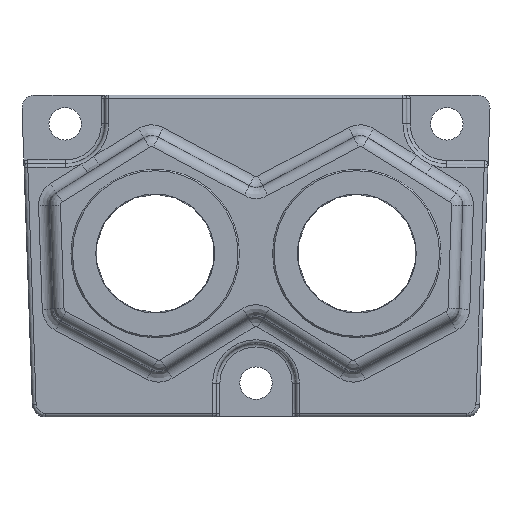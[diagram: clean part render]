
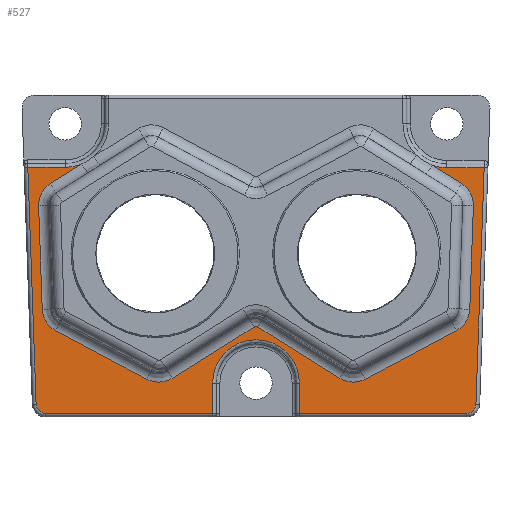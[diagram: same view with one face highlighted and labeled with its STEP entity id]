
A CAD part, front view. The second image highlights one B-rep face of the part: STEP entity #527.
In plain terms, the highlighted planar face has unit normal (0, -1, 0).
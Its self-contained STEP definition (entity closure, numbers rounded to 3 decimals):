
#527=ADVANCED_FACE('',(#1079),#996,.F.);
#996=PLANE('',#7186);
#1079=FACE_OUTER_BOUND('',#1530,.T.);
#1530=EDGE_LOOP('',(#2944,#2945,#2946,#2947,#2948,#2949,#2950,#2951,#2952,
#2953,#2954,#2955,#2956,#2957,#2958,#2959,#2960,#2961,#2962,#2963,#2964,
#2965,#2966,#2967,#2968,#2969,#2970,#2971));
#2022=ELLIPSE('',#7175,3.503,3.5);
#2023=ELLIPSE('',#7176,3.503,3.5);
#2024=ELLIPSE('',#7177,3.503,3.5);
#2025=ELLIPSE('',#7178,0.5,0.5);
#2026=ELLIPSE('',#7179,3.503,3.5);
#2027=ELLIPSE('',#7180,3.503,3.5);
#2028=ELLIPSE('',#7181,3.503,3.5);
#2029=ELLIPSE('',#7183,1.302,1.3);
#2030=ELLIPSE('',#7185,1.302,1.3);
#2118=LINE('',#10569,#2531);
#2119=LINE('',#10573,#2532);
#2120=LINE('',#10577,#2533);
#2121=LINE('',#10581,#2534);
#2122=LINE('',#10585,#2535);
#2123=LINE('',#10589,#2536);
#2124=LINE('',#10593,#2537);
#2125=LINE('',#10597,#2538);
#2126=LINE('',#10601,#2539);
#2127=LINE('',#10603,#2540);
#2128=LINE('',#10607,#2541);
#2129=LINE('',#10609,#2542);
#2130=LINE('',#10613,#2543);
#2131=LINE('',#10615,#2544);
#2132=LINE('',#10619,#2545);
#2133=LINE('',#10621,#2546);
#2531=VECTOR('',#8170,1.);
#2532=VECTOR('',#8173,1.);
#2533=VECTOR('',#8176,1.);
#2534=VECTOR('',#8179,1.);
#2535=VECTOR('',#8182,1.);
#2536=VECTOR('',#8185,1.);
#2537=VECTOR('',#8188,1.);
#2538=VECTOR('',#8191,1.);
#2539=VECTOR('',#8194,1.);
#2540=VECTOR('',#8195,1.);
#2541=VECTOR('',#8198,1.);
#2542=VECTOR('',#8199,1.);
#2543=VECTOR('',#8202,1.);
#2544=VECTOR('',#8203,1.);
#2545=VECTOR('',#8206,1.);
#2546=VECTOR('',#8207,1.);
#2944=ORIENTED_EDGE('',*,*,#5634,.T.);
#2945=ORIENTED_EDGE('',*,*,#5635,.T.);
#2946=ORIENTED_EDGE('',*,*,#5636,.T.);
#2947=ORIENTED_EDGE('',*,*,#5637,.T.);
#2948=ORIENTED_EDGE('',*,*,#5638,.T.);
#2949=ORIENTED_EDGE('',*,*,#5639,.T.);
#2950=ORIENTED_EDGE('',*,*,#5640,.T.);
#2951=ORIENTED_EDGE('',*,*,#5641,.T.);
#2952=ORIENTED_EDGE('',*,*,#5642,.T.);
#2953=ORIENTED_EDGE('',*,*,#5643,.T.);
#2954=ORIENTED_EDGE('',*,*,#5644,.T.);
#2955=ORIENTED_EDGE('',*,*,#5645,.T.);
#2956=ORIENTED_EDGE('',*,*,#5646,.T.);
#2957=ORIENTED_EDGE('',*,*,#5647,.T.);
#2958=ORIENTED_EDGE('',*,*,#5648,.T.);
#2959=ORIENTED_EDGE('',*,*,#5649,.T.);
#2960=ORIENTED_EDGE('',*,*,#5650,.T.);
#2961=ORIENTED_EDGE('',*,*,#5651,.T.);
#2962=ORIENTED_EDGE('',*,*,#5652,.T.);
#2963=ORIENTED_EDGE('',*,*,#5653,.T.);
#2964=ORIENTED_EDGE('',*,*,#5654,.T.);
#2965=ORIENTED_EDGE('',*,*,#5655,.T.);
#2966=ORIENTED_EDGE('',*,*,#5656,.T.);
#2967=ORIENTED_EDGE('',*,*,#5657,.T.);
#2968=ORIENTED_EDGE('',*,*,#5658,.T.);
#2969=ORIENTED_EDGE('',*,*,#5659,.T.);
#2970=ORIENTED_EDGE('',*,*,#5660,.T.);
#2971=ORIENTED_EDGE('',*,*,#5661,.T.);
#5040=VERTEX_POINT('',#10567);
#5041=VERTEX_POINT('',#10568);
#5042=VERTEX_POINT('',#10570);
#5043=VERTEX_POINT('',#10572);
#5044=VERTEX_POINT('',#10574);
#5045=VERTEX_POINT('',#10576);
#5046=VERTEX_POINT('',#10578);
#5047=VERTEX_POINT('',#10580);
#5048=VERTEX_POINT('',#10582);
#5049=VERTEX_POINT('',#10584);
#5050=VERTEX_POINT('',#10586);
#5051=VERTEX_POINT('',#10588);
#5052=VERTEX_POINT('',#10590);
#5053=VERTEX_POINT('',#10592);
#5054=VERTEX_POINT('',#10594);
#5055=VERTEX_POINT('',#10596);
#5056=VERTEX_POINT('',#10598);
#5057=VERTEX_POINT('',#10600);
#5058=VERTEX_POINT('',#10602);
#5059=VERTEX_POINT('',#10604);
#5060=VERTEX_POINT('',#10606);
#5061=VERTEX_POINT('',#10608);
#5062=VERTEX_POINT('',#10610);
#5063=VERTEX_POINT('',#10612);
#5064=VERTEX_POINT('',#10614);
#5065=VERTEX_POINT('',#10616);
#5066=VERTEX_POINT('',#10618);
#5067=VERTEX_POINT('',#10620);
#5634=EDGE_CURVE('',#5040,#5041,#6682,.T.);
#5635=EDGE_CURVE('',#5041,#5042,#2118,.T.);
#5636=EDGE_CURVE('',#5042,#5043,#2022,.T.);
#5637=EDGE_CURVE('',#5043,#5044,#2119,.T.);
#5638=EDGE_CURVE('',#5044,#5045,#2023,.T.);
#5639=EDGE_CURVE('',#5045,#5046,#2120,.T.);
#5640=EDGE_CURVE('',#5046,#5047,#2024,.T.);
#5641=EDGE_CURVE('',#5047,#5048,#2121,.T.);
#5642=EDGE_CURVE('',#5048,#5049,#2025,.T.);
#5643=EDGE_CURVE('',#5049,#5050,#2122,.T.);
#5644=EDGE_CURVE('',#5050,#5051,#2026,.T.);
#5645=EDGE_CURVE('',#5051,#5052,#2123,.T.);
#5646=EDGE_CURVE('',#5052,#5053,#2027,.T.);
#5647=EDGE_CURVE('',#5053,#5054,#2124,.T.);
#5648=EDGE_CURVE('',#5054,#5055,#2028,.T.);
#5649=EDGE_CURVE('',#5055,#5056,#2125,.T.);
#5650=EDGE_CURVE('',#5056,#5057,#6683,.T.);
#5651=EDGE_CURVE('',#5057,#5058,#2126,.T.);
#5652=EDGE_CURVE('',#5058,#5059,#2127,.T.);
#5653=EDGE_CURVE('',#5059,#5060,#2029,.T.);
#5654=EDGE_CURVE('',#5060,#5061,#2128,.T.);
#5655=EDGE_CURVE('',#5061,#5062,#2129,.T.);
#5656=EDGE_CURVE('',#5062,#5063,#6684,.T.);
#5657=EDGE_CURVE('',#5063,#5064,#2130,.T.);
#5658=EDGE_CURVE('',#5064,#5065,#2131,.T.);
#5659=EDGE_CURVE('',#5065,#5066,#2030,.T.);
#5660=EDGE_CURVE('',#5066,#5067,#2132,.T.);
#5661=EDGE_CURVE('',#5067,#5040,#2133,.T.);
#6682=CIRCLE('',#7174,6.088);
#6683=CIRCLE('',#7182,6.023);
#6684=CIRCLE('',#7184,6.023);
#7174=AXIS2_PLACEMENT_3D('',#10566,#8168,#8169);
#7175=AXIS2_PLACEMENT_3D('',#10571,#8171,#8172);
#7176=AXIS2_PLACEMENT_3D('',#10575,#8174,#8175);
#7177=AXIS2_PLACEMENT_3D('',#10579,#8177,#8178);
#7178=AXIS2_PLACEMENT_3D('',#10583,#8180,#8181);
#7179=AXIS2_PLACEMENT_3D('',#10587,#8183,#8184);
#7180=AXIS2_PLACEMENT_3D('',#10591,#8186,#8187);
#7181=AXIS2_PLACEMENT_3D('',#10595,#8189,#8190);
#7182=AXIS2_PLACEMENT_3D('',#10599,#8192,#8193);
#7183=AXIS2_PLACEMENT_3D('',#10605,#8196,#8197);
#7184=AXIS2_PLACEMENT_3D('',#10611,#8200,#8201);
#7185=AXIS2_PLACEMENT_3D('',#10617,#8204,#8205);
#7186=AXIS2_PLACEMENT_3D('',#10622,#8208,#8209);
#8168=DIRECTION('',(0.,1.,0.));
#8169=DIRECTION('',(0.,0.,1.));
#8170=DIRECTION('',(0.848,0.,-0.53));
#8171=DIRECTION('',(0.,1.,0.));
#8172=DIRECTION('',(-0.883,0.,-0.469));
#8173=DIRECTION('',(-0.035,0.,-0.999));
#8174=DIRECTION('',(0.,1.,0.));
#8175=DIRECTION('',(-0.848,0.,0.53));
#8176=DIRECTION('',(-0.883,0.,-0.469));
#8177=DIRECTION('',(0.,1.,0.));
#8178=DIRECTION('',(0.035,0.,0.999));
#8179=DIRECTION('',(-0.848,0.,0.53));
#8180=DIRECTION('',(0.,-1.,0.));
#8181=DIRECTION('',(0.,0.,-1.));
#8182=DIRECTION('',(-0.848,0.,-0.53));
#8183=DIRECTION('',(0.,1.,0.));
#8184=DIRECTION('',(-0.035,0.,0.999));
#8185=DIRECTION('',(-0.883,0.,0.469));
#8186=DIRECTION('',(0.,1.,0.));
#8187=DIRECTION('',(0.848,0.,0.53));
#8188=DIRECTION('',(-0.035,0.,0.999));
#8189=DIRECTION('',(0.,1.,0.));
#8190=DIRECTION('',(0.883,0.,-0.469));
#8191=DIRECTION('',(0.848,0.,0.53));
#8192=DIRECTION('',(0.,1.,0.));
#8193=DIRECTION('',(0.,0.,1.));
#8194=DIRECTION('',(-1.,0.,0.));
#8195=DIRECTION('',(0.035,0.,-0.999));
#8196=DIRECTION('',(0.,-1.,0.));
#8197=DIRECTION('',(-0.695,0.,-0.719));
#8198=DIRECTION('',(1.,0.,0.));
#8199=DIRECTION('',(0.,0.,1.));
#8200=DIRECTION('',(0.,1.,0.));
#8201=DIRECTION('',(0.,0.,1.));
#8202=DIRECTION('',(0.,0.,-1.));
#8203=DIRECTION('',(1.,0.,0.));
#8204=DIRECTION('',(0.,-1.,0.));
#8205=DIRECTION('',(0.695,0.,-0.719));
#8206=DIRECTION('',(0.035,0.,0.999));
#8207=DIRECTION('',(-1.,0.,0.));
#8208=DIRECTION('',(0.,1.,0.));
#8209=DIRECTION('',(-0.883,0.,0.469));
#10566=CARTESIAN_POINT('',(26.5,-6.15,18.));
#10567=CARTESIAN_POINT('',(26.5,-6.15,11.912));
#10568=CARTESIAN_POINT('',(24.481,-6.15,12.257));
#10569=CARTESIAN_POINT('',(9.875,-6.15,21.384));
#10570=CARTESIAN_POINT('',(28.548,-6.15,9.716));
#10571=CARTESIAN_POINT('',(26.69,-6.15,6.747));
#10572=CARTESIAN_POINT('',(30.19,-6.15,6.627));
#10573=CARTESIAN_POINT('',(30.116,-6.15,4.529));
#10574=CARTESIAN_POINT('',(29.688,-6.15,-7.741));
#10575=CARTESIAN_POINT('',(26.188,-6.15,-7.616));
#10576=CARTESIAN_POINT('',(27.834,-6.15,-10.707));
#10577=CARTESIAN_POINT('',(12.886,-6.15,-18.655));
#10578=CARTESIAN_POINT('',(15.14,-6.15,-17.456));
#10579=CARTESIAN_POINT('',(13.498,-6.15,-14.363));
#10580=CARTESIAN_POINT('',(11.645,-6.15,-17.334));
#10581=CARTESIAN_POINT('',(-7.028,-6.15,-5.666));
#10582=CARTESIAN_POINT('',(0.265,-6.15,-10.223));
#10583=CARTESIAN_POINT('',(0.,-6.15,-10.648));
#10584=CARTESIAN_POINT('',(-0.265,-6.15,-10.223));
#10585=CARTESIAN_POINT('',(7.028,-6.15,-5.666));
#10586=CARTESIAN_POINT('',(-11.645,-6.15,-17.334));
#10587=CARTESIAN_POINT('',(-13.498,-6.15,-14.363));
#10588=CARTESIAN_POINT('',(-15.14,-6.15,-17.456));
#10589=CARTESIAN_POINT('',(-12.886,-6.15,-18.655));
#10590=CARTESIAN_POINT('',(-27.834,-6.15,-10.707));
#10591=CARTESIAN_POINT('',(-26.188,-6.15,-7.616));
#10592=CARTESIAN_POINT('',(-29.688,-6.15,-7.741));
#10593=CARTESIAN_POINT('',(-30.116,-6.15,4.529));
#10594=CARTESIAN_POINT('',(-30.19,-6.15,6.627));
#10595=CARTESIAN_POINT('',(-26.69,-6.15,6.747));
#10596=CARTESIAN_POINT('',(-28.548,-6.15,9.716));
#10597=CARTESIAN_POINT('',(-9.875,-6.15,21.384));
#10598=CARTESIAN_POINT('',(-24.196,-6.15,12.435));
#10599=CARTESIAN_POINT('',(-26.5,-6.15,18.));
#10600=CARTESIAN_POINT('',(-26.5,-6.15,11.977));
#10601=CARTESIAN_POINT('',(0.,-6.15,11.977));
#10602=CARTESIAN_POINT('',(-31.688,-6.15,11.977));
#10603=CARTESIAN_POINT('',(-30.539,-6.15,-20.907));
#10604=CARTESIAN_POINT('',(-30.539,-6.15,-20.923));
#10605=CARTESIAN_POINT('',(-29.239,-6.15,-20.876));
#10606=CARTESIAN_POINT('',(-29.24,-6.15,-22.177));
#10607=CARTESIAN_POINT('',(-6.04,-6.15,-22.177));
#10608=CARTESIAN_POINT('',(-6.023,-6.15,-22.177));
#10609=CARTESIAN_POINT('',(-6.023,-6.15,-18.));
#10610=CARTESIAN_POINT('',(-6.023,-6.15,-18.));
#10611=CARTESIAN_POINT('',(0.,-6.15,-18.));
#10612=CARTESIAN_POINT('',(6.023,-6.15,-18.));
#10613=CARTESIAN_POINT('',(6.023,-6.15,-22.16));
#10614=CARTESIAN_POINT('',(6.023,-6.15,-22.177));
#10615=CARTESIAN_POINT('',(29.224,-6.15,-22.177));
#10616=CARTESIAN_POINT('',(29.24,-6.15,-22.177));
#10617=CARTESIAN_POINT('',(29.239,-6.15,-20.876));
#10618=CARTESIAN_POINT('',(30.539,-6.15,-20.923));
#10619=CARTESIAN_POINT('',(31.685,-6.15,11.895));
#10620=CARTESIAN_POINT('',(31.685,-6.15,11.912));
#10621=CARTESIAN_POINT('',(0.,-6.15,11.912));
#10622=CARTESIAN_POINT('',(0.,-6.15,5.581));
